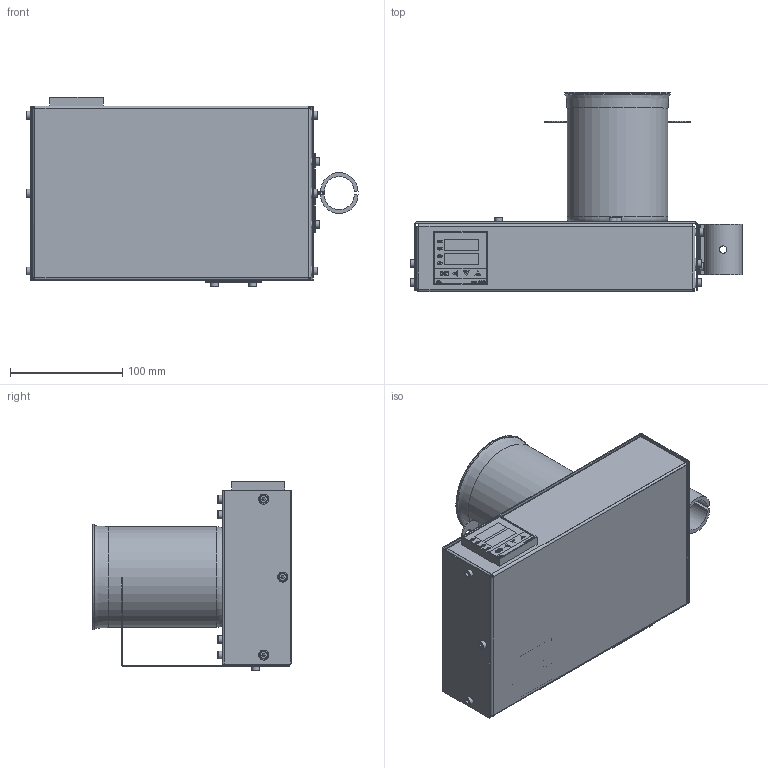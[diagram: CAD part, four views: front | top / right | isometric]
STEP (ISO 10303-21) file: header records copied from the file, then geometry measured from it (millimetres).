
FILE_DESCRIPTION(/* description */ (''),/* implementation_level */ '2;1');
FILE_NAME(/* name */ 'FCFM-CNAF-3.stp',/* time_stamp */ '2020-06-30T06:00:10-04:00',/* author */ ('Bruno'),/* organization */ (''),/* preprocessor_version */ 'ST-DEVELOPER v18.1',/* originating_system */ 'Autodesk Inventor 2020',/* authorisation */ '');
FILE_SCHEMA (('AUTOMOTIVE_DESIGN { 1 0 10303 214 3 1 1 }'));
Products named in the file (19): FCFM-CNAF-3; base_v7; tapa_v7; RKC CONTROLLER; din_912-m4x0_7-40-10_9; Sello Plato Oring 2-343; Platogrueso; Barra fijación calefactor V2; tuerca_din934_m4-6; Termocupla; Calefactor630W; Solid State Rele SSR40DA; Vaso precipitado 600ml-De90-Di84-H120; Sujetador Vaso; Tuerca Remachable M4; Sujetador Porta Suero; Sujeta Porta Suero-sin tubo; Half Pipe A53 - DN25-H45; din_912-m4x0_7-10-8_8
Assembly tree (51 placements, depth 3):
  FCFM-CNAF-3
    base_v7
    tapa_v7
    Tuerca Remachable M4  x16
    din_912-m4x0_7-10-8_8  x16
    RKC CONTROLLER
    din_912-m4x0_7-40-10_9  x2
    Sello Plato Oring 2-343
    Platogrueso
    Barra fijación calefactor V2
    tuerca_din934_m4-6  x2
    Termocupla
    Calefactor630W
    Solid State Rele SSR40DA
    Vaso precipitado 600ml-De90-Di84-H120
    Sujetador Vaso
    Sujetador Porta Suero  x2
      Sujeta Porta Suero-sin tubo
      Half Pipe A53 - DN25-H45
Bounding box: 296 x 177.67 x 168.92 mm (x, y, z)
Volume: 708388.8 mm3; surface area: 475267.5 mm2
Topology: 64 solids, 64 shells, 1710 faces, 4382 edges, 2928 vertices
Faces by surface type: plane 1161, cylinder 279, bspline 129, torus 63, cone 54, sphere 24
Full cylindrical faces by diameter (mm): 2.032 x1, 3 x2, 3.242 x18, 4 x27, 4.134 x2, 4.5 x19, 4.917 x1, 5.334 x10, 5.9 x16, 5.994 x1, 6 x17, 6.647 x2, 7 x18, 9 x16, 15.875 x1, 16.5 x1, 84 x1, 90 x1, 94 x2, 95 x1, 101.6 x1
Entity records: 43707 total; most frequent: CARTESIAN_POINT 9723, ORIENTED_EDGE 6828, DIRECTION 6185, EDGE_CURVE 3414, LINE 2535, VECTOR 2535, VERTEX_POINT 2236, AXIS2_PLACEMENT_3D 1825
